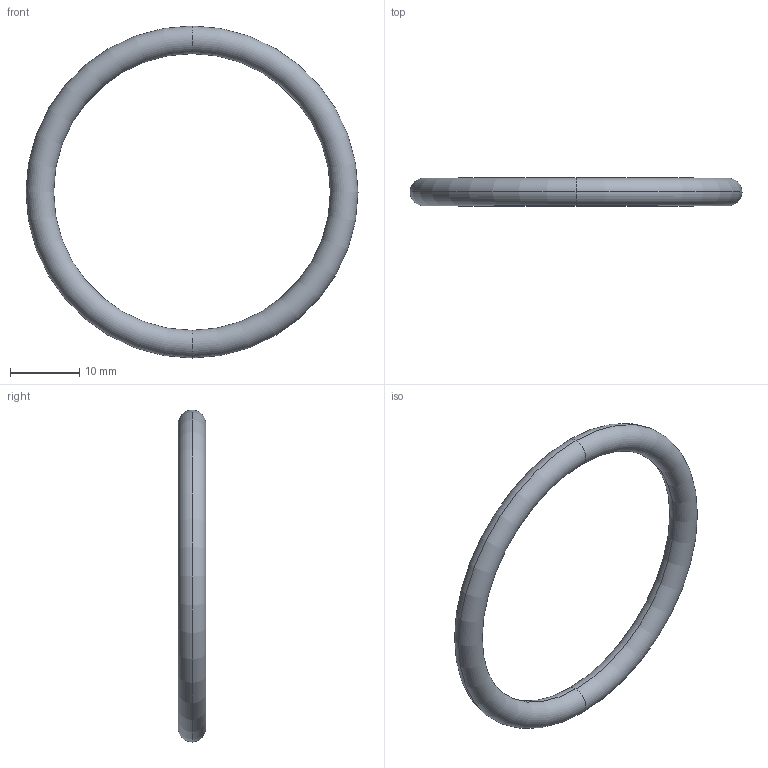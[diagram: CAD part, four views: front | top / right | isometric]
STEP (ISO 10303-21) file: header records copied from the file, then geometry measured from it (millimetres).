
FILE_DESCRIPTION (( 'STEP AP203' ), '1' );
FILE_NAME ('100053004.step', '2021-04-26T12:00:23', ( '' ), ( '' ), 'SwSTEP 2.0', 'SolidWorks 2018', '' );
FILE_SCHEMA (( 'CONFIG_CONTROL_DESIGN' ));
Length unit declared in the file: millimetre
Products named in the file (2): 100053004
Bounding box: 48 x 4 x 48 mm (x, y, z)
Volume: 1737.1 mm3; surface area: 1737.1 mm2
Topology: 1 solids, 1 shells, 4 faces, 8 edges, 4 vertices
Faces by surface type: torus 4
Entity records: 267 total; most frequent: DIRECTION 28, CARTESIAN_POINT 18, ORIENTED_EDGE 16, PERSON_AND_ORGANIZATION 16, AXIS2_PLACEMENT_3D 14, DATE_AND_TIME 10, CC_DESIGN_PERSON_AND_ORGANIZATION_ASSIGNMENT 10, PERSON_AND_ORGANIZATION_ROLE 10
